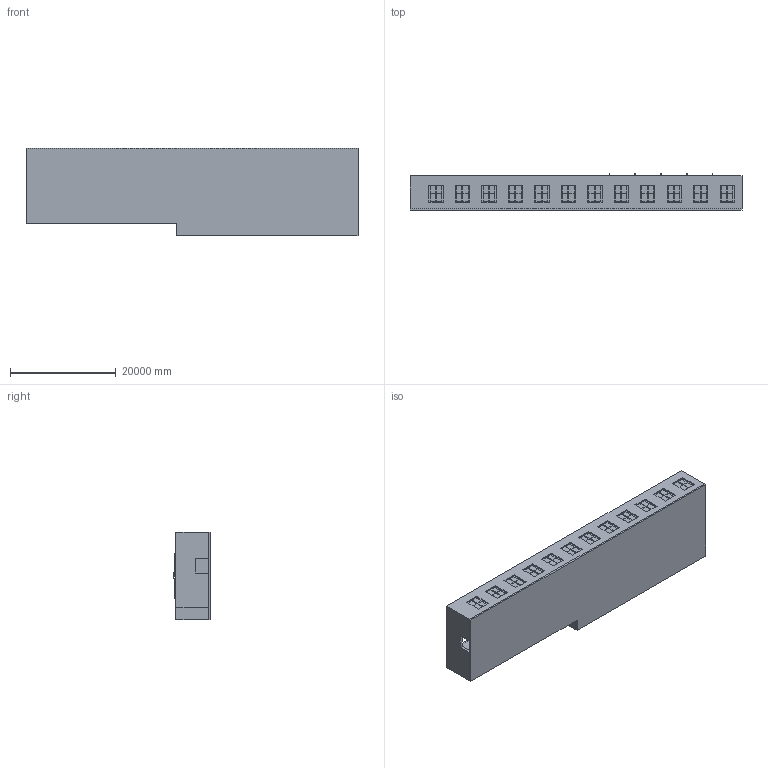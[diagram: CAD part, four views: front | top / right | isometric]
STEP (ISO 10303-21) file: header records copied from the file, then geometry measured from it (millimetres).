
FILE_DESCRIPTION(/* description */ (''),/* implementation_level */ '2;1');
FILE_NAME(/* name */ 'Kindl Top Floor Building.step',/* time_stamp */ '2016-05-25T00:23:02+02:00',/* author */ (''),/* organization */ (''),/* preprocessor_version */ 'ST-DEVELOPER v16.5',/* originating_system */ 'Autodesk Translation Framework v5.0.0.3310',/* authorisation */ '');
FILE_SCHEMA (('AUTOMOTIVE_DESIGN { 1 0 10303 214 3 1 1 }'));
Length unit declared in the file: centimetre
Products named in the file (37): Kindl Top Floor Building v4; Walls; Floor; Component4; Component5; Component6; CoWorking; Window Assembly; Frame Planter v2; Component1; Component2; Component3; Component4_1; Component5_1; Component6_1; Component7; Component8; Structural Panel 84 Anja B Light Column Double Sided v1; KVH 1500; KVH 850; KVH 300; Lamp Socket; Light Bulb; 12x40x ?; Translucent Fabric; PLY 12x416x2500; Structural Panel 84 Anja B v2; Row of 5 Panels v2; Structural Panel 84 Anja B v2_1; Structural Panel 84 Anja B v2_2; Structural Panel 84 Anja B v2_3; Structural Panel 84 Anja B v2_4; Structural Panel 84 Anja B v2_5; OSB 12x1250x2500; KVH 1500_1; KVH 850_1; KVH 300_1
Assembly tree (128 placements, depth 4):
  Kindl Top Floor Building v4
    Walls
    Floor
    Component4
    Component5  x5
    Component6  x5
    Window Assembly  x12
    CoWorking
    Frame Planter v2
      Component1  x2
      Component2  x2
      Component3  x2
      Component4_1  x2
      Component5_1  x2
      Component6_1  x2
      Component7  x2
      Component8
    Structural Panel 84 Anja B Light Column Double Sided v1
      KVH 1500  x2
      KVH 850  x2
      KVH 300  x4
      PLY 12x416x2500  x2
      Translucent Fabric  x2
      12x40x ?  x4
      Lamp Socket
      Light Bulb
    Structural Panel 84 Anja B v2
      OSB 12x1250x2500  x2
      KVH 1500_1  x2
      KVH 850_1  x2
      KVH 300_1  x4
    Row of 5 Panels v2
      Structural Panel 84 Anja B v2_1
        OSB 12x1250x2500  x2
        KVH 1500_1  x2
        KVH 850_1  x2
        KVH 300_1  x4
      Structural Panel 84 Anja B v2_2
        OSB 12x1250x2500  x2
        KVH 1500_1  x2
        KVH 850_1  x2
        KVH 300_1  x4
      Structural Panel 84 Anja B v2_3
        OSB 12x1250x2500  x2
        KVH 1500_1  x2
        KVH 850_1  x2
        KVH 300_1  x4
      Structural Panel 84 Anja B v2_4
        OSB 12x1250x2500  x2
        KVH 1500_1  x2
        KVH 850_1  x2
        KVH 300_1  x4
      Structural Panel 84 Anja B v2_5
        OSB 12x1250x2500  x2
        KVH 1500_1  x2
        KVH 850_1  x2
        KVH 300_1  x4
Bounding box: 62730 x 6870 x 16550 mm (x, y, z)
Volume: 857754406378.2 mm3; surface area: 5039665851.5 mm2
Topology: 183 solids, 183 shells, 2467 faces, 5479 edges, 3374 vertices
Faces by surface type: plane 2326, cylinder 72, cone 60, bspline 8, sphere 1
Full cylindrical faces by diameter (mm): 20 x3, 40 x1, 50 x6, 196.911 x1, 216.084 x1, 250.599 x2, 275 x2
Entity records: 16450 total; most frequent: CARTESIAN_POINT 3375, DIRECTION 2540, ORIENTED_EDGE 2354, EDGE_CURVE 1175, LINE 1112, VECTOR 1112, VERTEX_POINT 761, AXIS2_PLACEMENT_3D 714
